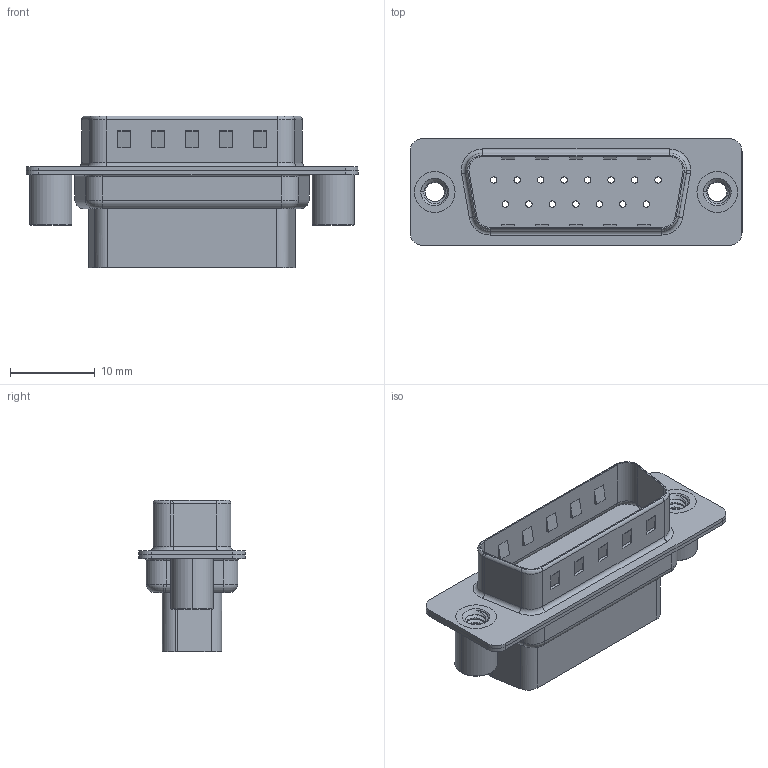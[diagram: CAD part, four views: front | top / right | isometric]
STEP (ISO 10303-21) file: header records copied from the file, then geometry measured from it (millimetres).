
FILE_DESCRIPTION (( 'STEP AP203' ), '1' );
FILE_NAME ('627-015-010-220.STEP', '2018-11-21T21:58:01', ( '' ), ( '' ), 'SwSTEP 2.0', 'SolidWorks 2016', '' );
FILE_SCHEMA (( 'CONFIG_CONTROL_DESIGN' ));
Length unit declared in the file: millimetre
Products named in the file (5): 627 Shell Front_15 Contacts; 627 Shell Rear_15 Contacts; 627 4-40 Threaded Standoff BS; 627-015-010-220; 627 Housing_15 HP
Assembly tree (5 placements, depth 2):
  627-015-010-220
    627 Housing_15 HP
    627 Shell Front_15 Contacts
    627 Shell Rear_15 Contacts
    627 4-40 Threaded Standoff BS  x2
Bounding box: 39.15 x 12.6 x 17.9 mm (x, y, z)
Volume: 2526.8 mm3; surface area: 4973.1 mm2
Topology: 5 solids, 5 shells, 482 faces, 1191 edges, 760 vertices
Faces by surface type: cylinder 243, plane 169, torus 50, cone 14, bspline 6
Entity records: 15268 total; most frequent: CARTESIAN_POINT 3999, DIRECTION 2359, ORIENTED_EDGE 2156, EDGE_CURVE 1078, AXIS2_PLACEMENT_3D 905, VERTEX_POINT 687, LINE 549, VECTOR 549
